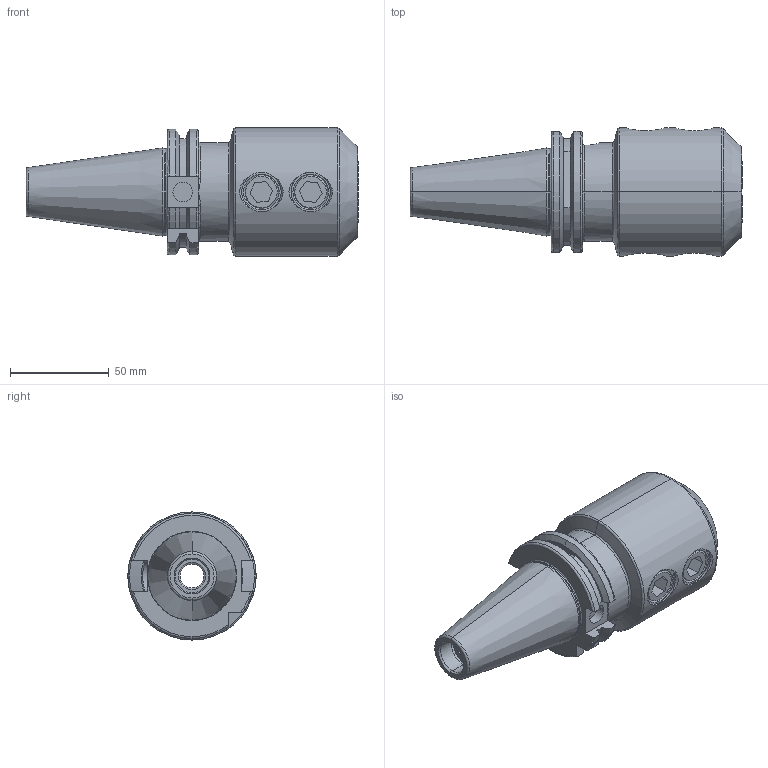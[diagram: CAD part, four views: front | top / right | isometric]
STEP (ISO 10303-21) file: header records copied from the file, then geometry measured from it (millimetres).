
FILE_DESCRIPTION (( 'STEP AP203' ), '1' );
FILE_NAME ('91406-WE125100.STEP', '2016-11-29T06:53:03', ( '' ), ( '' ), 'SwSTEP 2.0', 'SolidWorks 2009', '' );
FILE_SCHEMA (( 'CONFIG_CONTROL_DESIGN' ));
Length unit declared in the file: millimetre
Products named in the file (3): SK40 EM 25 100 WW; 91406-WE125100; GS-M18X2X20
Assembly tree (3 placements, depth 2):
  91406-WE125100
    SK40 EM 25 100 WW
    GS-M18X2X20  x2
Bounding box: 168.4 x 65 x 65 mm (x, y, z)
Volume: 298443.4 mm3; surface area: 48438.3 mm2
Topology: 3 solids, 3 shells, 164 faces, 389 edges, 241 vertices
Faces by surface type: plane 48, cylinder 47, cone 36, torus 27, sphere 4, bspline 2
Entity records: 5387 total; most frequent: CARTESIAN_POINT 1558, DIRECTION 778, ORIENTED_EDGE 710, EDGE_CURVE 355, AXIS2_PLACEMENT_3D 321, VERTEX_POINT 221, CIRCLE 168, EDGE_LOOP 166
